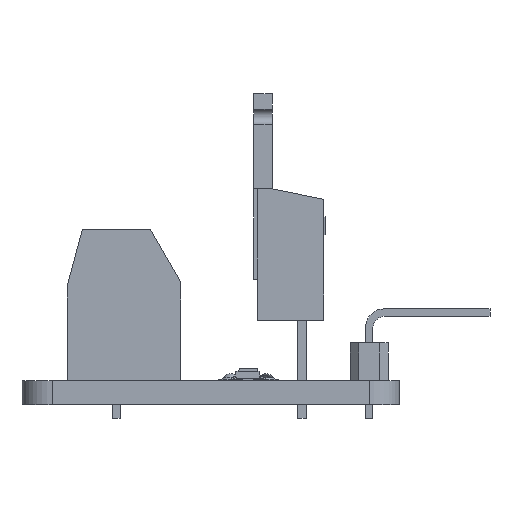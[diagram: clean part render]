
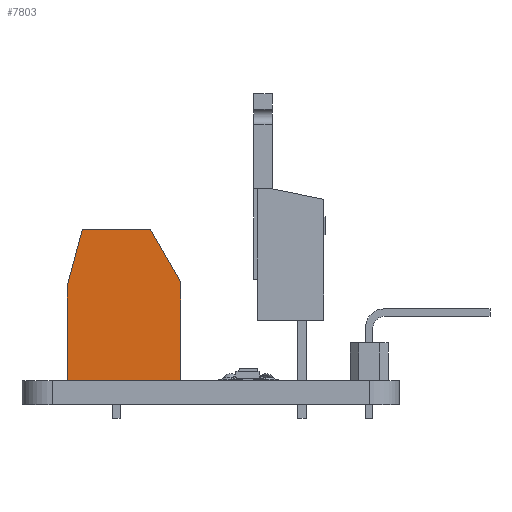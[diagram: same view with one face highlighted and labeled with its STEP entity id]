
A CAD part, left-side view. The second image highlights one B-rep face of the part: STEP entity #7803.
In plain terms, the highlighted planar face has unit normal (-1, 0, 0).
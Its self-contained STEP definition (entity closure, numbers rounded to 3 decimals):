
#7338=DIRECTION('',(0.,0.,-1.));
#7339=VECTOR('',#7338,0.005);
#7340=CARTESIAN_POINT('',(-0.005,0.012,-0.007));
#7341=LINE('',#7340,#7339);
#7342=DIRECTION('',(0.,0.866,-0.5));
#7343=VECTOR('',#7342,0.004);
#7344=CARTESIAN_POINT('',(-0.005,0.008,-0.005));
#7345=LINE('',#7344,#7343);
#7346=DIRECTION('',(0.,1.,0.));
#7347=VECTOR('',#7346,0.007);
#7348=CARTESIAN_POINT('',(-0.005,0.002,-0.005));
#7349=LINE('',#7348,#7347);
#7350=DIRECTION('',(0.,0.,1.));
#7351=VECTOR('',#7350,0.008);
#7352=CARTESIAN_POINT('',(-0.005,0.002,-0.013));
#7353=LINE('',#7352,#7351);
#7354=DIRECTION('',(0.,-1.,0.));
#7355=VECTOR('',#7354,0.006);
#7356=CARTESIAN_POINT('',(-0.005,0.008,-0.013));
#7357=LINE('',#7356,#7355);
#7358=DIRECTION('',(0.,-0.966,-0.259));
#7359=VECTOR('',#7358,0.004);
#7360=CARTESIAN_POINT('',(-0.005,0.012,-0.012));
#7361=LINE('',#7360,#7359);
#7680=CARTESIAN_POINT('',(-0.005,0.008,-0.013));
#7681=VERTEX_POINT('',#7680);
#7750=CARTESIAN_POINT('',(-0.005,0.002,-0.013));
#7751=CARTESIAN_POINT('',(-0.005,0.002,-0.005));
#7752=VERTEX_POINT('',#7750);
#7753=VERTEX_POINT('',#7751);
#7754=CARTESIAN_POINT('',(-0.005,0.012,-0.007));
#7755=CARTESIAN_POINT('',(-0.005,0.012,-0.012));
#7756=VERTEX_POINT('',#7754);
#7757=VERTEX_POINT('',#7755);
#7766=CARTESIAN_POINT('',(-0.005,0.008,-0.005));
#7767=VERTEX_POINT('',#7766);
#7784=CARTESIAN_POINT('',(-0.005,0.012,-0.013));
#7785=DIRECTION('',(1.,0.,0.));
#7786=DIRECTION('',(0.,0.,-1.));
#7787=AXIS2_PLACEMENT_3D('',#7784,#7785,#7786);
#7788=PLANE('',#7787);
#7790=ORIENTED_EDGE('',*,*,#7789,.F.);
#7792=ORIENTED_EDGE('',*,*,#7791,.F.);
#7794=ORIENTED_EDGE('',*,*,#7793,.F.);
#7796=ORIENTED_EDGE('',*,*,#7795,.F.);
#7798=ORIENTED_EDGE('',*,*,#7797,.F.);
#7800=ORIENTED_EDGE('',*,*,#7799,.F.);
#7801=EDGE_LOOP('',(#7790,#7792,#7794,#7796,#7798,#7800));
#7802=FACE_OUTER_BOUND('',#7801,.F.);
#7789=EDGE_CURVE('',#7756,#7757,#7341,.T.);
#7791=EDGE_CURVE('',#7767,#7756,#7345,.T.);
#7793=EDGE_CURVE('',#7753,#7767,#7349,.T.);
#7795=EDGE_CURVE('',#7752,#7753,#7353,.T.);
#7797=EDGE_CURVE('',#7681,#7752,#7357,.T.);
#7799=EDGE_CURVE('',#7757,#7681,#7361,.T.);
#7803=ADVANCED_FACE('',(#7802),#7788,.F.);
